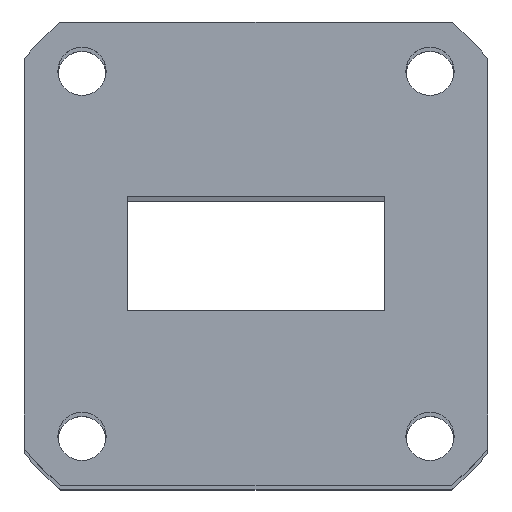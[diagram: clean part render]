
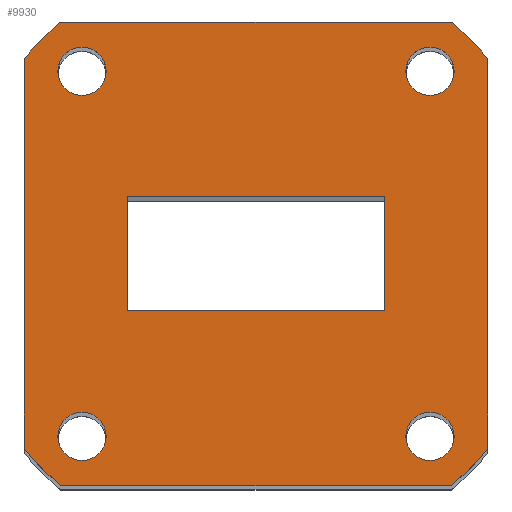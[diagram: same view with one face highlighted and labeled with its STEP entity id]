
A CAD part, top view. The second image highlights one B-rep face of the part: STEP entity #9930.
In plain terms, the highlighted planar face has unit normal (0, 0, 1).
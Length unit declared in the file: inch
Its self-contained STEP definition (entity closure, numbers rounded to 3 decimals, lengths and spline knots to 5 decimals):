
#521 = VERTEX_POINT ( 'NONE', #10465 ) ;
#554 = EDGE_CURVE ( 'NONE', #1708, #521, #4361, .T. ) ;
#651 = AXIS2_PLACEMENT_3D ( 'NONE', #3836, #13598, #4710 ) ;
#756 = CARTESIAN_POINT ( 'NONE',  ( 0.45, -0.2, 4.5 ) ) ;
#808 = CARTESIAN_POINT ( 'NONE',  ( -0.45, -0.2, 4.5 ) ) ;
#811 = ORIENTED_EDGE ( 'NONE', *, *, #2353, .F. ) ;
#953 = EDGE_CURVE ( 'NONE', #521, #9584, #2738, .T. ) ;
#1017 = VERTEX_POINT ( 'NONE', #11214 ) ;
#1128 = AXIS2_PLACEMENT_3D ( 'NONE', #8867, #11016, #4628 ) ;
#1317 = FACE_BOUND ( 'NONE', #14128, .T. ) ;
#1376 = AXIS2_PLACEMENT_3D ( 'NONE', #2185, #5435, #9799 ) ;
#1495 = CARTESIAN_POINT ( 'NONE',  ( 0., 0., 4.5 ) ) ;
#1616 = AXIS2_PLACEMENT_3D ( 'NONE', #12937, #11653, #13861 ) ;
#1708 = VERTEX_POINT ( 'NONE', #2351 ) ;
#1878 = EDGE_CURVE ( 'NONE', #2678, #1708, #6245, .T. ) ;
#1893 = DIRECTION ( 'NONE',  ( 1., 0., 0. ) ) ;
#1994 = EDGE_LOOP ( 'NONE', ( #5011, #9523, #7620, #13252, #5182, #811, #2297, #3215 ) ) ;
#2079 = ORIENTED_EDGE ( 'NONE', *, *, #2105, .F. ) ;
#2093 = VERTEX_POINT ( 'NONE', #4325 ) ;
#2105 = EDGE_CURVE ( 'NONE', #5408, #5408, #10283, .T. ) ;
#2111 = CARTESIAN_POINT ( 'NONE',  ( -0.8125, 0.68465, 4.5 ) ) ;
#2185 = CARTESIAN_POINT ( 'NONE',  ( -0.61, -0.64, 4.5 ) ) ;
#2228 = EDGE_CURVE ( 'NONE', #9584, #2678, #6434, .T. ) ;
#2270 = VECTOR ( 'NONE', #1893, 39.37008 ) ;
#2297 = ORIENTED_EDGE ( 'NONE', *, *, #13331, .F. ) ;
#2351 = CARTESIAN_POINT ( 'NONE',  ( 0.45, 0.2, 4.5 ) ) ;
#2353 = EDGE_CURVE ( 'NONE', #6682, #1017, #5263, .T. ) ;
#2367 = AXIS2_PLACEMENT_3D ( 'NONE', #1495, #10411, #4749 ) ;
#2678 = VERTEX_POINT ( 'NONE', #11584 ) ;
#2738 = LINE ( 'NONE', #11356, #4822 ) ;
#3158 = VERTEX_POINT ( 'NONE', #7226 ) ;
#3190 = CARTESIAN_POINT ( 'NONE',  ( 0.68465, 0.8125, 4.5 ) ) ;
#3215 = ORIENTED_EDGE ( 'NONE', *, *, #3915, .F. ) ;
#3452 = ORIENTED_EDGE ( 'NONE', *, *, #1878, .F. ) ;
#3526 = LINE ( 'NONE', #4544, #11368 ) ;
#3636 = EDGE_LOOP ( 'NONE', ( #2079 ) ) ;
#3836 = CARTESIAN_POINT ( 'NONE',  ( -0.61, 0.64, 4.5 ) ) ;
#3913 = CIRCLE ( 'NONE', #1376, 0.0845 ) ;
#3915 = EDGE_CURVE ( 'NONE', #9194, #6982, #12927, .T. ) ;
#3919 = DIRECTION ( 'NONE',  ( 0., 0., -1. ) ) ;
#4179 = CARTESIAN_POINT ( 'NONE',  ( 0.6945, 0.64, 4.5 ) ) ;
#4325 = CARTESIAN_POINT ( 'NONE',  ( -0.5255, -0.64, 4.5 ) ) ;
#4361 = LINE ( 'NONE', #7668, #14085 ) ;
#4442 = AXIS2_PLACEMENT_3D ( 'NONE', #11252, #5803, #8966 ) ;
#4544 = CARTESIAN_POINT ( 'NONE',  ( -0.8125, 0., 4.5 ) ) ;
#4582 = FACE_BOUND ( 'NONE', #10050, .T. ) ;
#4628 = DIRECTION ( 'NONE',  ( 1., 0., 0. ) ) ;
#4710 = DIRECTION ( 'NONE',  ( 1., 0., 0. ) ) ;
#4749 = DIRECTION ( 'NONE',  ( 1., 0., 0. ) ) ;
#4822 = VECTOR ( 'NONE', #8131, 39.37008 ) ;
#4939 = EDGE_CURVE ( 'NONE', #10182, #13561, #10078, .T. ) ;
#5011 = ORIENTED_EDGE ( 'NONE', *, *, #10792, .F. ) ;
#5028 = CIRCLE ( 'NONE', #5722, 0.0845 ) ;
#5182 = ORIENTED_EDGE ( 'NONE', *, *, #8415, .F. ) ;
#5263 = CIRCLE ( 'NONE', #1128, 1.0625 ) ;
#5368 = CARTESIAN_POINT ( 'NONE',  ( 0.68465, -0.8125, 4.5 ) ) ;
#5408 = VERTEX_POINT ( 'NONE', #6423 ) ;
#5435 = DIRECTION ( 'NONE',  ( 0., 0., 1. ) ) ;
#5549 = VECTOR ( 'NONE', #13066, 39.37008 ) ;
#5600 = CARTESIAN_POINT ( 'NONE',  ( 0.8125, 0., 4.5 ) ) ;
#5658 = FACE_OUTER_BOUND ( 'NONE', #1994, .T. ) ;
#5722 = AXIS2_PLACEMENT_3D ( 'NONE', #10639, #13931, #9765 ) ;
#5803 = DIRECTION ( 'NONE',  ( 0., 0., -1. ) ) ;
#5902 = EDGE_CURVE ( 'NONE', #11736, #11736, #5028, .T. ) ;
#6216 = DIRECTION ( 'NONE',  ( 1., 0., 0. ) ) ;
#6245 = LINE ( 'NONE', #756, #14013 ) ;
#6423 = CARTESIAN_POINT ( 'NONE',  ( -0.5255, 0.64, 4.5 ) ) ;
#6434 = LINE ( 'NONE', #808, #2270 ) ;
#6682 = VERTEX_POINT ( 'NONE', #3190 ) ;
#6738 = EDGE_CURVE ( 'NONE', #2093, #2093, #3913, .T. ) ;
#6820 = FACE_BOUND ( 'NONE', #3636, .T. ) ;
#6894 = CARTESIAN_POINT ( 'NONE',  ( 0., -0.8125, 4.5 ) ) ;
#6982 = VERTEX_POINT ( 'NONE', #8362 ) ;
#7094 = FACE_BOUND ( 'NONE', #10567, .T. ) ;
#7226 = CARTESIAN_POINT ( 'NONE',  ( -0.68465, -0.8125, 4.5 ) ) ;
#7296 = EDGE_CURVE ( 'NONE', #9709, #9709, #8977, .T. ) ;
#7376 = CARTESIAN_POINT ( 'NONE',  ( 0.8125, -0.68465, 4.5 ) ) ;
#7425 = EDGE_CURVE ( 'NONE', #13561, #3158, #13401, .T. ) ;
#7620 = ORIENTED_EDGE ( 'NONE', *, *, #7425, .F. ) ;
#7668 = CARTESIAN_POINT ( 'NONE',  ( -0.45, 0.2, 4.5 ) ) ;
#7883 = ORIENTED_EDGE ( 'NONE', *, *, #2228, .F. ) ;
#8103 = CIRCLE ( 'NONE', #9256, 1.0625 ) ;
#8131 = DIRECTION ( 'NONE',  ( 0., -1., 0. ) ) ;
#8241 = ORIENTED_EDGE ( 'NONE', *, *, #554, .F. ) ;
#8362 = CARTESIAN_POINT ( 'NONE',  ( -0.68465, 0.8125, 4.5 ) ) ;
#8415 = EDGE_CURVE ( 'NONE', #1017, #10182, #9825, .T. ) ;
#8771 = CARTESIAN_POINT ( 'NONE',  ( -0.45, -0.2, 4.5 ) ) ;
#8867 = CARTESIAN_POINT ( 'NONE',  ( 0., 0., 4.5 ) ) ;
#8966 = DIRECTION ( 'NONE',  ( 0., -1., 0. ) ) ;
#8977 = CIRCLE ( 'NONE', #1616, 0.0845 ) ;
#9194 = VERTEX_POINT ( 'NONE', #2111 ) ;
#9256 = AXIS2_PLACEMENT_3D ( 'NONE', #13748, #3919, #13824 ) ;
#9523 = ORIENTED_EDGE ( 'NONE', *, *, #10170, .F. ) ;
#9569 = DIRECTION ( 'NONE',  ( 0., 0., -1. ) ) ;
#9584 = VERTEX_POINT ( 'NONE', #8771 ) ;
#9630 = CARTESIAN_POINT ( 'NONE',  ( 0., 0., 4.5 ) ) ;
#9709 = VERTEX_POINT ( 'NONE', #4179 ) ;
#9765 = DIRECTION ( 'NONE',  ( 1., 0., 0. ) ) ;
#9799 = DIRECTION ( 'NONE',  ( 1., 0., 0. ) ) ;
#9825 = LINE ( 'NONE', #5600, #5549 ) ;
#9930 = ADVANCED_FACE ( 'NONE', ( #7094, #4582, #12473, #6820, #1317, #5658 ), #13397, .F. ) ;
#10050 = EDGE_LOOP ( 'NONE', ( #12620 ) ) ;
#10078 = CIRCLE ( 'NONE', #10317, 1.0625 ) ;
#10170 = EDGE_CURVE ( 'NONE', #3158, #12465, #8103, .T. ) ;
#10182 = VERTEX_POINT ( 'NONE', #7376 ) ;
#10283 = CIRCLE ( 'NONE', #651, 0.0845 ) ;
#10317 = AXIS2_PLACEMENT_3D ( 'NONE', #9630, #9569, #11583 ) ;
#10411 = DIRECTION ( 'NONE',  ( 0., 0., -1. ) ) ;
#10465 = CARTESIAN_POINT ( 'NONE',  ( -0.45, 0.2, 4.5 ) ) ;
#10548 = EDGE_LOOP ( 'NONE', ( #12127 ) ) ;
#10567 = EDGE_LOOP ( 'NONE', ( #13159 ) ) ;
#10580 = CARTESIAN_POINT ( 'NONE',  ( 0., 0.8125, 4.5 ) ) ;
#10582 = VECTOR ( 'NONE', #11183, 39.37008 ) ;
#10639 = CARTESIAN_POINT ( 'NONE',  ( 0.61, -0.64, 4.5 ) ) ;
#10650 = CARTESIAN_POINT ( 'NONE',  ( 0.6945, -0.64, 4.5 ) ) ;
#10792 = EDGE_CURVE ( 'NONE', #12465, #9194, #3526, .T. ) ;
#11016 = DIRECTION ( 'NONE',  ( 0., 0., -1. ) ) ;
#11183 = DIRECTION ( 'NONE',  ( -1., 0., 0. ) ) ;
#11214 = CARTESIAN_POINT ( 'NONE',  ( 0.8125, 0.68465, 4.5 ) ) ;
#11252 = CARTESIAN_POINT ( 'NONE',  ( 0., 0., 4.5 ) ) ;
#11356 = CARTESIAN_POINT ( 'NONE',  ( -0.45, -0.2, 4.5 ) ) ;
#11368 = VECTOR ( 'NONE', #13298, 39.37008 ) ;
#11583 = DIRECTION ( 'NONE',  ( 1., 0., 0. ) ) ;
#11584 = CARTESIAN_POINT ( 'NONE',  ( 0.45, -0.2, 4.5 ) ) ;
#11653 = DIRECTION ( 'NONE',  ( 0., 0., 1. ) ) ;
#11736 = VERTEX_POINT ( 'NONE', #10650 ) ;
#11833 = VECTOR ( 'NONE', #6216, 39.37008 ) ;
#12127 = ORIENTED_EDGE ( 'NONE', *, *, #7296, .F. ) ;
#12150 = ORIENTED_EDGE ( 'NONE', *, *, #953, .F. ) ;
#12465 = VERTEX_POINT ( 'NONE', #13046 ) ;
#12473 = FACE_BOUND ( 'NONE', #10548, .T. ) ;
#12620 = ORIENTED_EDGE ( 'NONE', *, *, #5902, .F. ) ;
#12927 = CIRCLE ( 'NONE', #2367, 1.0625 ) ;
#12937 = CARTESIAN_POINT ( 'NONE',  ( 0.61, 0.64, 4.5 ) ) ;
#13046 = CARTESIAN_POINT ( 'NONE',  ( -0.8125, -0.68465, 4.5 ) ) ;
#13066 = DIRECTION ( 'NONE',  ( 0., -1., 0. ) ) ;
#13159 = ORIENTED_EDGE ( 'NONE', *, *, #6738, .F. ) ;
#13189 = DIRECTION ( 'NONE',  ( -1., 0., 0. ) ) ;
#13252 = ORIENTED_EDGE ( 'NONE', *, *, #4939, .F. ) ;
#13298 = DIRECTION ( 'NONE',  ( 0., 1., 0. ) ) ;
#13331 = EDGE_CURVE ( 'NONE', #6982, #6682, #13588, .T. ) ;
#13397 = PLANE ( 'NONE',  #4442 ) ;
#13401 = LINE ( 'NONE', #6894, #10582 ) ;
#13561 = VERTEX_POINT ( 'NONE', #5368 ) ;
#13588 = LINE ( 'NONE', #10580, #11833 ) ;
#13598 = DIRECTION ( 'NONE',  ( 0., 0., 1. ) ) ;
#13748 = CARTESIAN_POINT ( 'NONE',  ( 0., 0., 4.5 ) ) ;
#13824 = DIRECTION ( 'NONE',  ( 1., 0., 0. ) ) ;
#13830 = DIRECTION ( 'NONE',  ( 0., 1., 0. ) ) ;
#13861 = DIRECTION ( 'NONE',  ( 1., 0., 0. ) ) ;
#13931 = DIRECTION ( 'NONE',  ( 0., 0., 1. ) ) ;
#14013 = VECTOR ( 'NONE', #13830, 39.37008 ) ;
#14085 = VECTOR ( 'NONE', #13189, 39.37008 ) ;
#14128 = EDGE_LOOP ( 'NONE', ( #3452, #7883, #12150, #8241 ) ) ;
